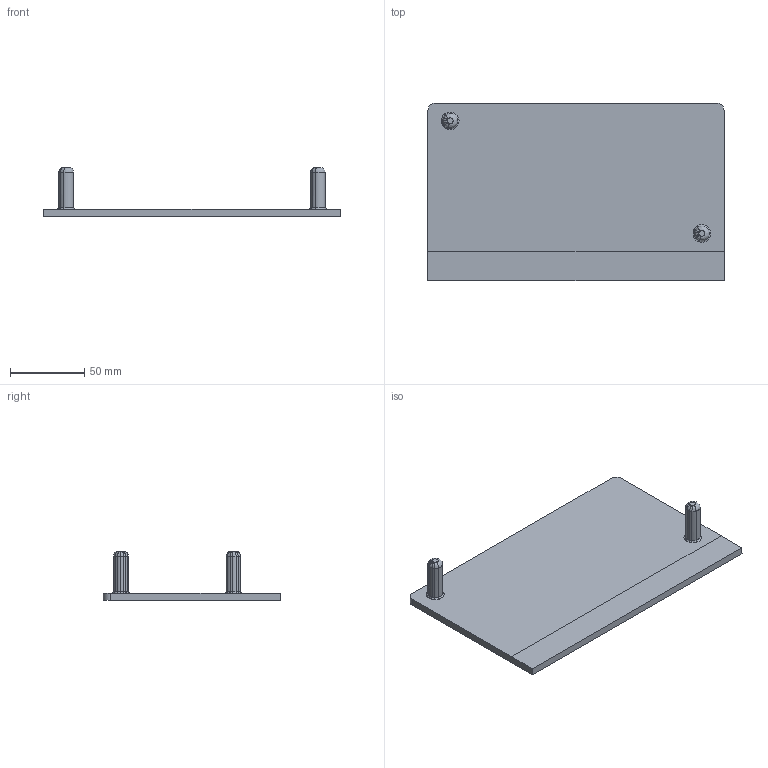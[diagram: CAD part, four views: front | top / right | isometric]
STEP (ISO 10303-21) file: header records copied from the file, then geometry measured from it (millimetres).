
FILE_DESCRIPTION(/* description */ (''),/* implementation_level */ '2;1');
FILE_NAME(/* name */ 'Casing Lid.step',/* time_stamp */ '2023-05-22T13:26:52+02:00',/* author */ (''),/* organization */ (''),/* preprocessor_version */ 'ST-DEVELOPER v19.2',/* originating_system */ 'Autodesk Translation Framework v12.4.0.73',/* authorisation */ '');
FILE_SCHEMA (('AUTOMOTIVE_DESIGN { 1 0 10303 214 3 1 1 }'));
Length unit declared in the file: millimetre
Products named in the file (1): Vented_Back_Cover_worked
Bounding box: 200 x 119.98 x 33 mm (x, y, z)
Volume: 124237 mm3; surface area: 52794.9 mm2
Topology: 1 solids, 1 shells, 47 faces, 105 edges, 62 vertices
Faces by surface type: bspline 24, plane 9, cylinder 8, torus 6
Entity records: 2270 total; most frequent: CARTESIAN_POINT 1351, ORIENTED_EDGE 210, DIRECTION 133, EDGE_CURVE 105, VERTEX_POINT 62, AXIS2_PLACEMENT_3D 52, EDGE_LOOP 49, B_SPLINE_CURVE_WITH_KNOTS 48
